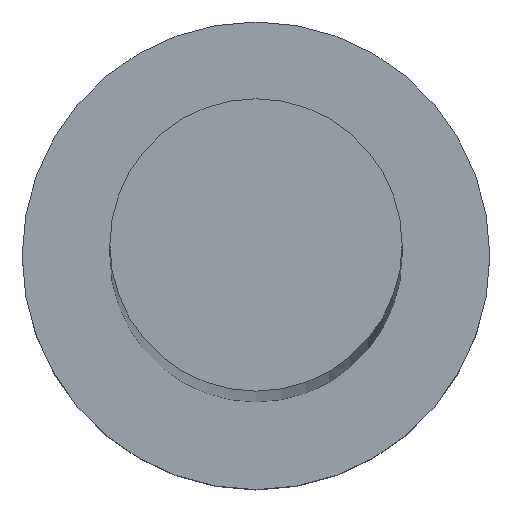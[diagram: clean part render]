
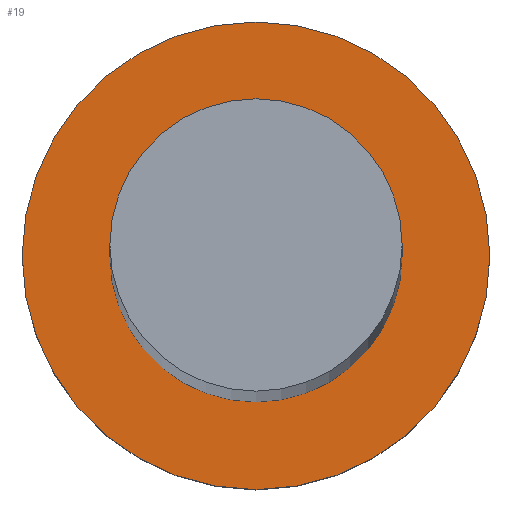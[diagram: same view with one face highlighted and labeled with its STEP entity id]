
A CAD part, top view. The second image highlights one B-rep face of the part: STEP entity #19.
In plain terms, the highlighted planar face has unit normal (0, 0, 1).
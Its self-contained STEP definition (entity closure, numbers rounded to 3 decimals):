
#8 = ORIENTED_EDGE ( 'NONE', *, *, #129, .F. ) ;
#12 = VERTEX_POINT ( 'NONE', #252 ) ;
#18 = CARTESIAN_POINT ( 'NONE',  ( 0., 0., 5. ) ) ;
#19 = ADVANCED_FACE ( 'NONE', ( #111, #34 ), #234, .T. ) ;
#24 = VERTEX_POINT ( 'NONE', #173 ) ;
#29 = EDGE_LOOP ( 'NONE', ( #8, #109 ) ) ;
#31 = CIRCLE ( 'NONE', #70, 6. ) ;
#34 = FACE_OUTER_BOUND ( 'NONE', #213, .T. ) ;
#38 = CARTESIAN_POINT ( 'NONE',  ( 0., 0., 5. ) ) ;
#41 = CARTESIAN_POINT ( 'NONE',  ( -3.75, 0., 5. ) ) ;
#54 = DIRECTION ( 'NONE',  ( 1., 0., 0. ) ) ;
#57 = AXIS2_PLACEMENT_3D ( 'NONE', #143, #193, #255 ) ;
#67 = EDGE_CURVE ( 'NONE', #24, #12, #182, .T. ) ;
#70 = AXIS2_PLACEMENT_3D ( 'NONE', #38, #233, #79 ) ;
#78 = DIRECTION ( 'NONE',  ( 0., 0., 1. ) ) ;
#79 = DIRECTION ( 'NONE',  ( 1., 0., 0. ) ) ;
#87 = AXIS2_PLACEMENT_3D ( 'NONE', #18, #78, #192 ) ;
#95 = CIRCLE ( 'NONE', #189, 3.75 ) ;
#102 = DIRECTION ( 'NONE',  ( 1., 0., 0. ) ) ;
#109 = ORIENTED_EDGE ( 'NONE', *, *, #112, .F. ) ;
#110 = EDGE_CURVE ( 'NONE', #12, #24, #31, .T. ) ;
#111 = FACE_BOUND ( 'NONE', #29, .T. ) ;
#112 = EDGE_CURVE ( 'NONE', #244, #230, #95, .T. ) ;
#115 = CIRCLE ( 'NONE', #57, 3.75 ) ;
#129 = EDGE_CURVE ( 'NONE', #230, #244, #115, .T. ) ;
#135 = ORIENTED_EDGE ( 'NONE', *, *, #110, .T. ) ;
#138 = CARTESIAN_POINT ( 'NONE',  ( 0., 0., 5. ) ) ;
#143 = CARTESIAN_POINT ( 'NONE',  ( 0., 0., 5. ) ) ;
#153 = CARTESIAN_POINT ( 'NONE',  ( 0., 0., 5. ) ) ;
#173 = CARTESIAN_POINT ( 'NONE',  ( 6., 0., 5. ) ) ;
#182 = CIRCLE ( 'NONE', #218, 6. ) ;
#189 = AXIS2_PLACEMENT_3D ( 'NONE', #138, #249, #102 ) ;
#192 = DIRECTION ( 'NONE',  ( 1., 0., 0. ) ) ;
#193 = DIRECTION ( 'NONE',  ( 0., 0., 1. ) ) ;
#213 = EDGE_LOOP ( 'NONE', ( #135, #248 ) ) ;
#218 = AXIS2_PLACEMENT_3D ( 'NONE', #153, #232, #54 ) ;
#230 = VERTEX_POINT ( 'NONE', #41 ) ;
#232 = DIRECTION ( 'NONE',  ( 0., 0., 1. ) ) ;
#233 = DIRECTION ( 'NONE',  ( 0., 0., 1. ) ) ;
#234 = PLANE ( 'NONE',  #87 ) ;
#236 = CARTESIAN_POINT ( 'NONE',  ( 3.75, 0., 5. ) ) ;
#244 = VERTEX_POINT ( 'NONE', #236 ) ;
#248 = ORIENTED_EDGE ( 'NONE', *, *, #67, .T. ) ;
#249 = DIRECTION ( 'NONE',  ( 0., 0., 1. ) ) ;
#252 = CARTESIAN_POINT ( 'NONE',  ( -6., 0., 5. ) ) ;
#255 = DIRECTION ( 'NONE',  ( 1., 0., 0. ) ) ;
